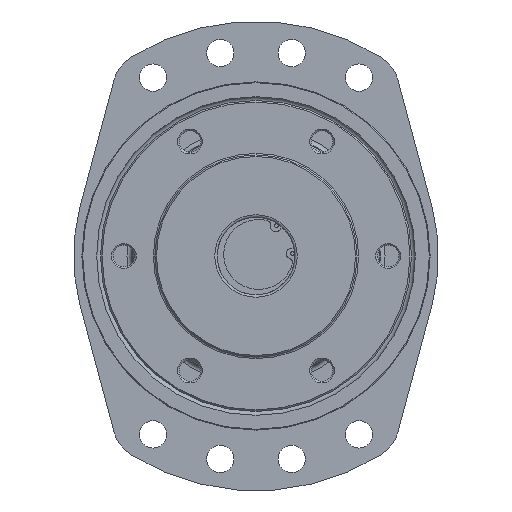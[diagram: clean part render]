
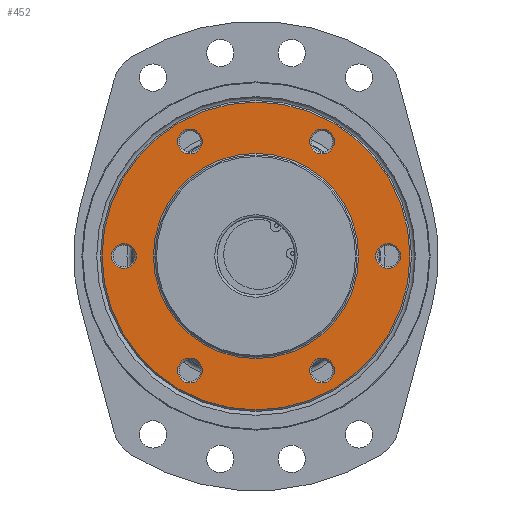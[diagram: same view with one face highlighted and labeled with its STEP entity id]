
A CAD part, left-side view. The second image highlights one B-rep face of the part: STEP entity #452.
In plain terms, the highlighted planar face has unit normal (-1, 0, 0).
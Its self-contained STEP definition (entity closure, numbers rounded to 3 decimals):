
#452 = ADVANCED_FACE( '', ( #1018, #1019, #1020, #1021, #1022, #1023, #1024, #1025 ), #1026, .F. );
#1018 = FACE_OUTER_BOUND( '', #1968, .T. );
#1019 = FACE_BOUND( '', #1969, .T. );
#1020 = FACE_BOUND( '', #1970, .T. );
#1021 = FACE_BOUND( '', #1971, .T. );
#1022 = FACE_BOUND( '', #1972, .T. );
#1023 = FACE_BOUND( '', #1973, .T. );
#1024 = FACE_BOUND( '', #1974, .T. );
#1025 = FACE_BOUND( '', #1975, .T. );
#1026 = PLANE( '', #1976 );
#1968 = EDGE_LOOP( '', ( #2958 ) );
#1969 = EDGE_LOOP( '', ( #2959 ) );
#1970 = EDGE_LOOP( '', ( #2960 ) );
#1971 = EDGE_LOOP( '', ( #2961 ) );
#1972 = EDGE_LOOP( '', ( #2962 ) );
#1973 = EDGE_LOOP( '', ( #2963 ) );
#1974 = EDGE_LOOP( '', ( #2964 ) );
#1975 = EDGE_LOOP( '', ( #2965 ) );
#1976 = AXIS2_PLACEMENT_3D( '', #2966, #2967, #2968 );
#2958 = ORIENTED_EDGE( '', *, *, #4560, .F. );
#2959 = ORIENTED_EDGE( '', *, *, #4561, .F. );
#2960 = ORIENTED_EDGE( '', *, *, #4562, .T. );
#2961 = ORIENTED_EDGE( '', *, *, #4563, .T. );
#2962 = ORIENTED_EDGE( '', *, *, #4564, .T. );
#2963 = ORIENTED_EDGE( '', *, *, #4565, .T. );
#2964 = ORIENTED_EDGE( '', *, *, #4566, .T. );
#2965 = ORIENTED_EDGE( '', *, *, #4567, .T. );
#2966 = CARTESIAN_POINT( '', ( 6., 66., 0. ) );
#2967 = DIRECTION( '', ( 1., 0., 0. ) );
#2968 = DIRECTION( '', ( 0., 0., -1. ) );
#4560 = EDGE_CURVE( '', #5217, #5217, #5218, .T. );
#4561 = EDGE_CURVE( '', #5219, #5219, #5220, .F. );
#4562 = EDGE_CURVE( '', #5221, #5221, #5222, .T. );
#4563 = EDGE_CURVE( '', #5223, #5223, #5224, .T. );
#4564 = EDGE_CURVE( '', #5225, #5225, #5226, .T. );
#4565 = EDGE_CURVE( '', #5227, #5227, #5228, .T. );
#4566 = EDGE_CURVE( '', #5229, #5229, #5230, .T. );
#4567 = EDGE_CURVE( '', #5231, #5231, #5232, .T. );
#5217 = VERTEX_POINT( '', #6156 );
#5218 = CIRCLE( '', #6157, 99. );
#5219 = VERTEX_POINT( '', #6158 );
#5220 = CIRCLE( '', #6159, 8. );
#5221 = VERTEX_POINT( '', #6160 );
#5222 = CIRCLE( '', #6161, 8. );
#5223 = VERTEX_POINT( '', #6162 );
#5224 = CIRCLE( '', #6163, 8. );
#5225 = VERTEX_POINT( '', #6164 );
#5226 = CIRCLE( '', #6165, 66. );
#5227 = VERTEX_POINT( '', #6166 );
#5228 = CIRCLE( '', #6167, 8. );
#5229 = VERTEX_POINT( '', #6168 );
#5230 = CIRCLE( '', #6169, 8. );
#5231 = VERTEX_POINT( '', #6170 );
#5232 = CIRCLE( '', #6171, 8. );
#6156 = CARTESIAN_POINT( '', ( 6., 0., -99. ) );
#6157 = AXIS2_PLACEMENT_3D( '', #7203, #7204, #7205 );
#6158 = CARTESIAN_POINT( '', ( 6., 85., -8. ) );
#6159 = AXIS2_PLACEMENT_3D( '', #7206, #7207, #7208 );
#6160 = CARTESIAN_POINT( '', ( 6., -42.5, 65.612 ) );
#6161 = AXIS2_PLACEMENT_3D( '', #7209, #7210, #7211 );
#6162 = CARTESIAN_POINT( '', ( 6., 42.5, 65.612 ) );
#6163 = AXIS2_PLACEMENT_3D( '', #7212, #7213, #7214 );
#6164 = CARTESIAN_POINT( '', ( 6., 0., -66. ) );
#6165 = AXIS2_PLACEMENT_3D( '', #7215, #7216, #7217 );
#6166 = CARTESIAN_POINT( '', ( 6., 42.5, -81.612 ) );
#6167 = AXIS2_PLACEMENT_3D( '', #7218, #7219, #7220 );
#6168 = CARTESIAN_POINT( '', ( 6., -42.5, -81.612 ) );
#6169 = AXIS2_PLACEMENT_3D( '', #7221, #7222, #7223 );
#6170 = CARTESIAN_POINT( '', ( 6., -85., -8. ) );
#6171 = AXIS2_PLACEMENT_3D( '', #7224, #7225, #7226 );
#7203 = CARTESIAN_POINT( '', ( 6., 0., 0. ) );
#7204 = DIRECTION( '', ( 1., 0., 0. ) );
#7205 = DIRECTION( '', ( 0., 0., -1. ) );
#7206 = CARTESIAN_POINT( '', ( 6., 85., 0. ) );
#7207 = DIRECTION( '', ( 1., 0., 0. ) );
#7208 = DIRECTION( '', ( 0., 0., -1. ) );
#7209 = CARTESIAN_POINT( '', ( 6., -42.5, 73.612 ) );
#7210 = DIRECTION( '', ( 1., 0., 0. ) );
#7211 = DIRECTION( '', ( 0., 0., -1. ) );
#7212 = CARTESIAN_POINT( '', ( 6., 42.5, 73.612 ) );
#7213 = DIRECTION( '', ( 1., 0., 0. ) );
#7214 = DIRECTION( '', ( 0., 0., -1. ) );
#7215 = CARTESIAN_POINT( '', ( 6., 0., 0. ) );
#7216 = DIRECTION( '', ( 1., 0., 0. ) );
#7217 = DIRECTION( '', ( 0., 0., -1. ) );
#7218 = CARTESIAN_POINT( '', ( 6., 42.5, -73.612 ) );
#7219 = DIRECTION( '', ( 1., 0., 0. ) );
#7220 = DIRECTION( '', ( 0., 0., -1. ) );
#7221 = CARTESIAN_POINT( '', ( 6., -42.5, -73.612 ) );
#7222 = DIRECTION( '', ( 1., 0., 0. ) );
#7223 = DIRECTION( '', ( 0., 0., -1. ) );
#7224 = CARTESIAN_POINT( '', ( 6., -85., 0. ) );
#7225 = DIRECTION( '', ( 1., 0., 0. ) );
#7226 = DIRECTION( '', ( 0., 0., -1. ) );
